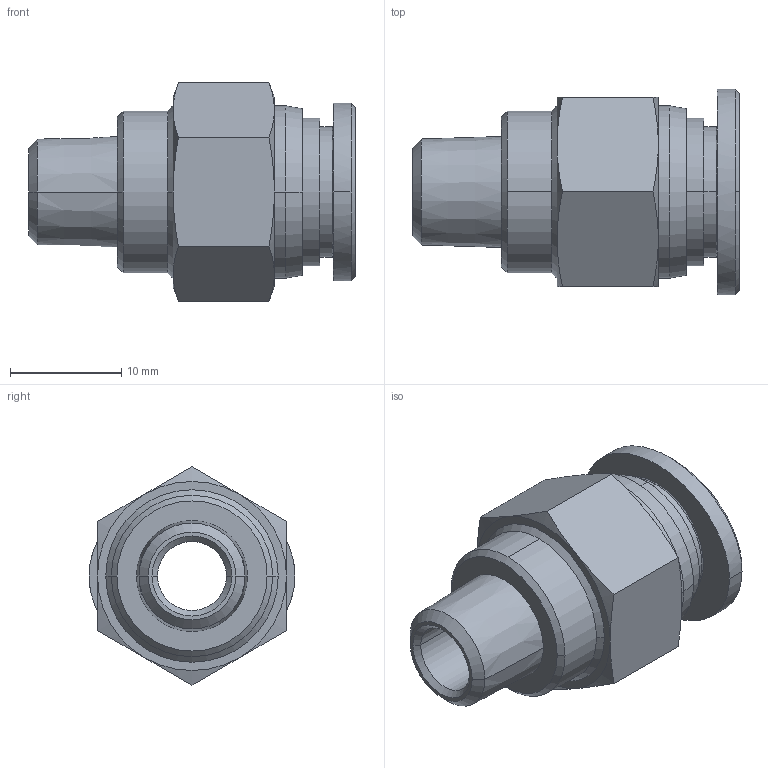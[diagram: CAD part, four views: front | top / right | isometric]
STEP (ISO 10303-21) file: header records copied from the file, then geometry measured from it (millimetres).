
FILE_DESCRIPTION (( 'STEP AP214' ), '1' );
FILE_NAME ('PC10-01.STEP', '2018-09-10T09:09:06', ( '' ), ( '' ), 'SwSTEP 2.0', 'SolidWorks 2018', '' );
FILE_SCHEMA (( 'AUTOMOTIVE_DESIGN' ));
Length unit declared in the file: millimetre
Products named in the file (1): PC10-01
Bounding box: 29.4 x 18.5 x 19.63 mm (x, y, z)
Surface area: 2634.4 mm2 (no closed solid volume)
Topology: 0 solids, 1 shells, 382 faces, 1239 edges, 822 vertices
Faces by surface type: plane 331, cone 28, cylinder 14, bspline 9
Entity records: 18203 total; most frequent: CARTESIAN_POINT 3290, ORIENTED_EDGE 2248, DIRECTION 2005, EDGE_CURVE 1239, LINE 1133, VECTOR 1133, VERTEX_POINT 822, AXIS2_PLACEMENT_3D 436
